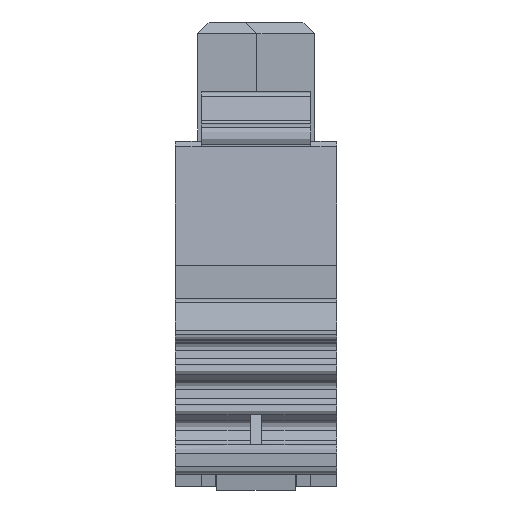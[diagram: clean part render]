
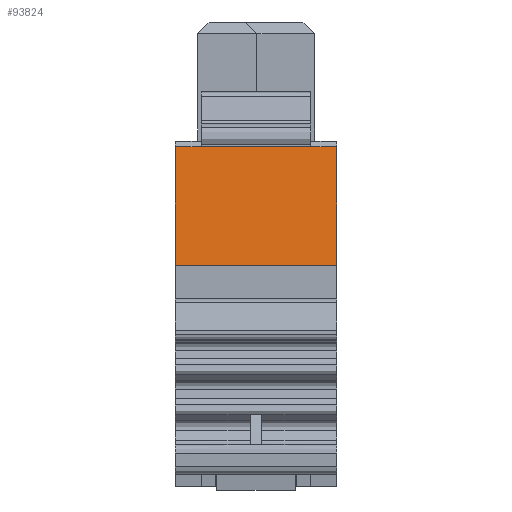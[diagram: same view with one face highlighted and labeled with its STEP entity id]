
A CAD part, left-side view. The second image highlights one B-rep face of the part: STEP entity #93824.
In plain terms, the highlighted planar face has unit normal (-0.995, 0, 0.104).
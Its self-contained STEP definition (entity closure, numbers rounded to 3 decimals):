
#90101=CARTESIAN_POINT('',(-18.101,-1.425,5.453));
#90102=VERTEX_POINT('',#90101);
#90486=CARTESIAN_POINT('',(-18.101,1.425,5.453));
#90487=VERTEX_POINT('',#90486);
#92374=CARTESIAN_POINT('',(-18.101,1.425,5.453));
#92375=DIRECTION('',(0.,-1.,0.));
#92376=VECTOR('',#92375,2.85);
#92377=LINE('',#92374,#92376);
#92378=EDGE_CURVE('',#90487,#90102,#92377,.T.);
#92389=CARTESIAN_POINT('',(-18.101,-2.1,5.453));
#92390=VERTEX_POINT('',#92389);
#92407=CARTESIAN_POINT('',(-18.101,-1.425,5.453));
#92408=DIRECTION('',(0.,-1.,0.));
#92409=VECTOR('',#92408,0.675);
#92410=LINE('',#92407,#92409);
#92411=EDGE_CURVE('',#90102,#92390,#92410,.T.);
#92827=CARTESIAN_POINT('',(-18.101,2.1,5.453));
#92828=VERTEX_POINT('',#92827);
#92836=CARTESIAN_POINT('',(-18.101,2.1,5.453));
#92837=DIRECTION('',(0.,-1.,0.));
#92838=VECTOR('',#92837,0.675);
#92839=LINE('',#92836,#92838);
#92840=EDGE_CURVE('',#92828,#90487,#92839,.T.);
#93792=CARTESIAN_POINT('',(-18.264,0.,3.903));
#93793=DIRECTION('',(0.105,0.,0.995));
#93794=DIRECTION('',(-0.995,0.,0.105));
#93795=AXIS2_PLACEMENT_3D('',#93792,#93794,#93793);
#93796=PLANE('',#93795);
#93797=CARTESIAN_POINT('',(-18.427,-2.1,2.352));
#93798=VERTEX_POINT('',#93797);
#93799=CARTESIAN_POINT('',(-18.427,-2.1,2.352));
#93800=DIRECTION('',(0.105,0.,0.995));
#93801=VECTOR('',#93800,3.118);
#93802=LINE('',#93799,#93801);
#93803=EDGE_CURVE('',#93798,#92390,#93802,.T.);
#93804=ORIENTED_EDGE('',*,*,#93803,.T.);
#93805=ORIENTED_EDGE('',*,*,#92411,.F.);
#93806=ORIENTED_EDGE('',*,*,#92378,.F.);
#93807=ORIENTED_EDGE('',*,*,#92840,.F.);
#93808=CARTESIAN_POINT('',(-18.427,2.1,2.352));
#93809=VERTEX_POINT('',#93808);
#93810=CARTESIAN_POINT('',(-18.101,2.1,5.453));
#93811=DIRECTION('',(-0.105,0.,-0.995));
#93812=VECTOR('',#93811,3.118);
#93813=LINE('',#93810,#93812);
#93814=EDGE_CURVE('',#92828,#93809,#93813,.T.);
#93815=ORIENTED_EDGE('',*,*,#93814,.T.);
#93816=CARTESIAN_POINT('',(-18.427,2.1,2.352));
#93817=DIRECTION('',(0.,-1.,0.));
#93818=VECTOR('',#93817,4.2);
#93819=LINE('',#93816,#93818);
#93820=EDGE_CURVE('',#93809,#93798,#93819,.T.);
#93821=ORIENTED_EDGE('',*,*,#93820,.T.);
#93822=EDGE_LOOP('',(#93804,#93805,#93806,#93807,#93815,#93821));
#93823=FACE_OUTER_BOUND('',#93822,.T.);
#93824=ADVANCED_FACE('',(#93823),#93796,.T.);
